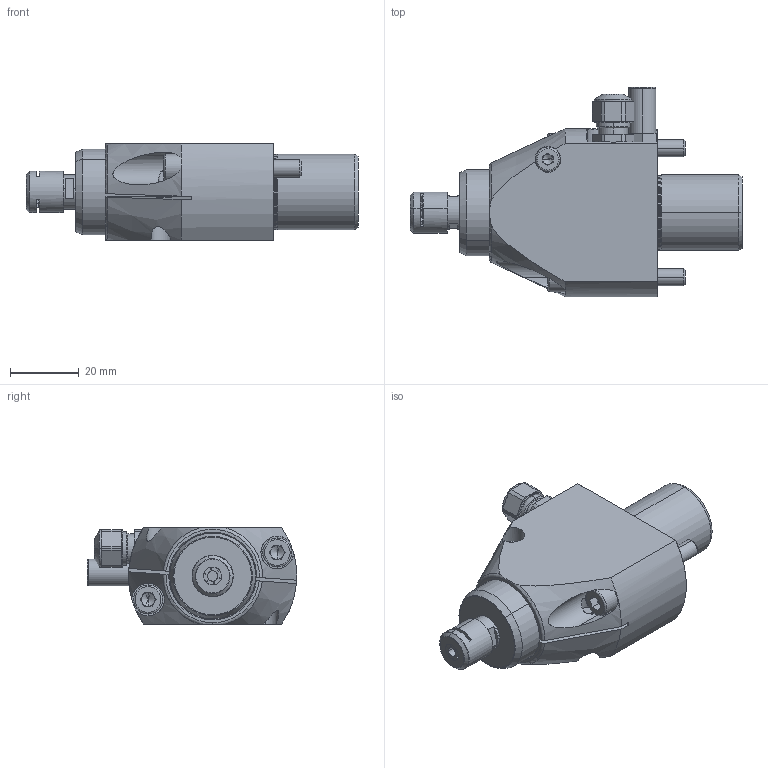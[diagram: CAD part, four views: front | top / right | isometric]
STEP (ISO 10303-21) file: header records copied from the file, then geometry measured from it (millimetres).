
FILE_DESCRIPTION (( 'STEP AP203' ), '1' );
FILE_NAME ('025S060S-90A.STEP', '2011-08-24T08:11:33', ( 'FM10CAD1' ), ( 'IBAG Switzerland AG' ), 'SwSTEP 2.0', 'SolidWorks 2010', '' );
FILE_SCHEMA (( 'CONFIG_CONTROL_DESIGN' ));
Length unit declared in the file: millimetre
Products named in the file (1): 025S060S-90A
Bounding box: 96.64 x 60.97 x 28 mm (x, y, z)
Surface area: 21144.6 mm2 (no closed solid volume)
Topology: 0 solids, 21 shells, 285 faces, 888 edges, 598 vertices
Faces by surface type: plane 117, cylinder 89, cone 53, torus 25, bspline 1
Entity records: 10464 total; most frequent: CARTESIAN_POINT 2477, DIRECTION 1755, ORIENTED_EDGE 1472, EDGE_CURVE 880, AXIS2_PLACEMENT_3D 677, VERTEX_POINT 598, LINE 401, VECTOR 401
